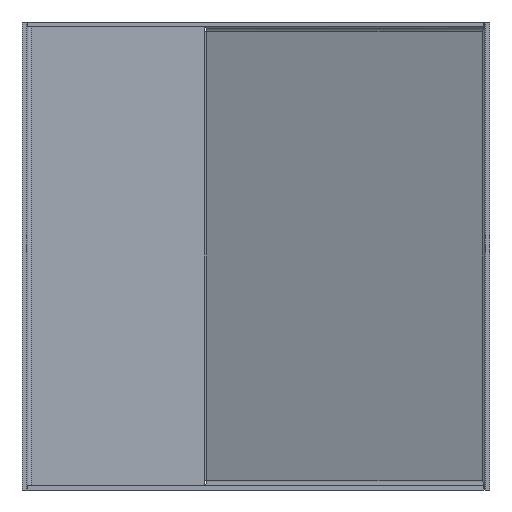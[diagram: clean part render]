
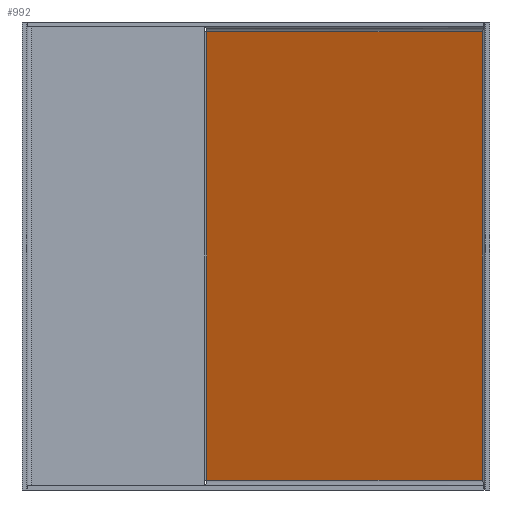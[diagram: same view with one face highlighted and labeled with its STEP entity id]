
A CAD part, front view. The second image highlights one B-rep face of the part: STEP entity #992.
In plain terms, the highlighted planar face has unit normal (-0.405, -0.914, 0).
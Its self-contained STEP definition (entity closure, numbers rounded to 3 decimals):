
#116=FACE_OUTER_BOUND('',#176,.T.);
#176=EDGE_LOOP('',(#873,#874,#875,#876,#877,#878));
#202=LINE('',#1456,#312);
#207=LINE('',#1470,#317);
#250=LINE('',#1605,#360);
#270=LINE('',#1713,#380);
#272=LINE('',#1718,#382);
#288=LINE('',#1780,#398);
#312=VECTOR('',#1112,10.);
#317=VECTOR('',#1123,10.);
#360=VECTOR('',#1216,10.);
#380=VECTOR('',#1260,10.);
#382=VECTOR('',#1266,10.);
#398=VECTOR('',#1314,10.);
#417=VERTEX_POINT('',#1386);
#424=VERTEX_POINT('',#1455);
#430=VERTEX_POINT('',#1469);
#460=VERTEX_POINT('',#1598);
#473=VERTEX_POINT('',#1711);
#474=VERTEX_POINT('',#1716);
#508=EDGE_CURVE('',#417,#424,#202,.T.);
#515=EDGE_CURVE('',#424,#430,#207,.T.);
#567=EDGE_CURVE('',#460,#417,#250,.T.);
#593=EDGE_CURVE('',#460,#473,#270,.T.);
#596=EDGE_CURVE('',#473,#474,#272,.T.);
#616=EDGE_CURVE('',#430,#474,#288,.T.);
#873=ORIENTED_EDGE('',*,*,#593,.T.);
#874=ORIENTED_EDGE('',*,*,#596,.T.);
#875=ORIENTED_EDGE('',*,*,#616,.F.);
#876=ORIENTED_EDGE('',*,*,#515,.F.);
#877=ORIENTED_EDGE('',*,*,#508,.F.);
#878=ORIENTED_EDGE('',*,*,#567,.F.);
#932=PLANE('',#1070);
#992=ADVANCED_FACE('',(#116),#932,.T.);
#1070=AXIS2_PLACEMENT_3D('',#1781,#1315,#1316);
#1112=DIRECTION('',(-0.914,0.405,0.));
#1123=DIRECTION('',(-0.914,0.405,0.));
#1216=DIRECTION('',(0.,0.,-1.));
#1260=DIRECTION('',(-0.914,0.405,0.));
#1266=DIRECTION('',(-0.914,0.405,0.));
#1314=DIRECTION('',(0.,0.,1.));
#1315=DIRECTION('center_axis',(-0.405,-0.914,0.));
#1316=DIRECTION('ref_axis',(0.,0.,-1.));
#1386=CARTESIAN_POINT('',(186.811,47.226,-91.));
#1455=CARTESIAN_POINT('',(75.009,96.808,-91.));
#1456=CARTESIAN_POINT('',(75.008,96.809,-91.));
#1469=CARTESIAN_POINT('',(74.964,96.828,-91.));
#1470=CARTESIAN_POINT('',(75.008,96.809,-91.));
#1598=CARTESIAN_POINT('',(186.811,47.226,91.));
#1605=CARTESIAN_POINT('',(186.811,47.226,47.5));
#1711=CARTESIAN_POINT('',(75.009,96.808,91.));
#1713=CARTESIAN_POINT('',(75.008,96.809,91.));
#1716=CARTESIAN_POINT('',(74.964,96.828,91.));
#1718=CARTESIAN_POINT('',(75.008,96.809,91.));
#1780=CARTESIAN_POINT('',(74.964,96.828,-47.5));
#1781=CARTESIAN_POINT('Origin',(75.052,96.789,47.5));
